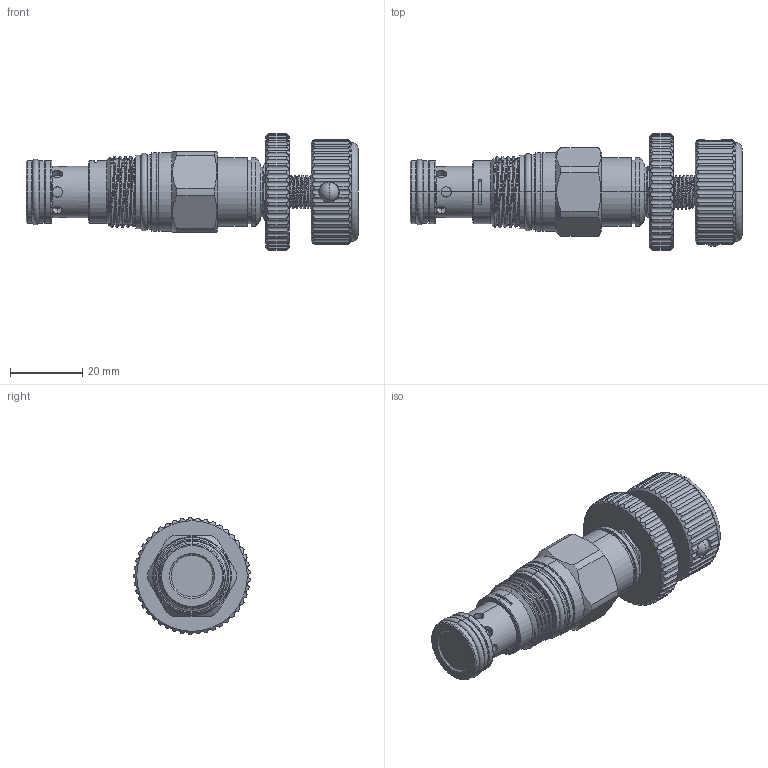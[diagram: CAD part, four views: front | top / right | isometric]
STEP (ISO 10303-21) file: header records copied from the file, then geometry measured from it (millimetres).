
FILE_DESCRIPTION (( 'STEP AP203' ), '1' );
FILE_NAME ('FR13A2F-K.STEP', '2024-05-30T01:40:57', ( '' ), ( '' ), 'SwSTEP 2.0', 'SolidWorks 2018', '' );
FILE_SCHEMA (( 'CONFIG_CONTROL_DESIGN' ));
Length unit declared in the file: millimetre
Products named in the file (1): FR13A2F-K
Bounding box: 91.88 x 32.18 x 32.2 mm (x, y, z)
Volume: 32037.2 mm3; surface area: 10745.7 mm2
Topology: 1 solids, 1 shells, 599 faces, 1611 edges, 1038 vertices
Faces by surface type: cylinder 365, plane 140, cone 44, torus 25, bspline 23, sphere 2
Entity records: 32575 total; most frequent: CARTESIAN_POINT 18291, ORIENTED_EDGE 3196, DIRECTION 2717, EDGE_CURVE 1598, VERTEX_POINT 1037, AXIS2_PLACEMENT_3D 1033, VECTOR 651, LINE 651
